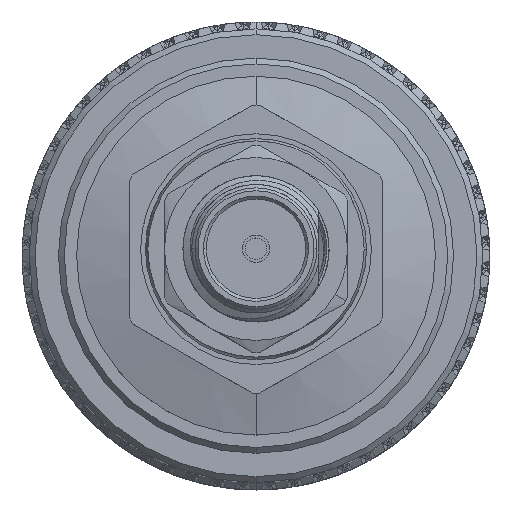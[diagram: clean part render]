
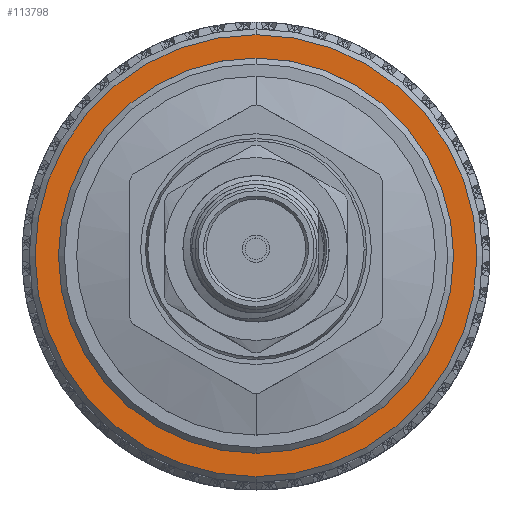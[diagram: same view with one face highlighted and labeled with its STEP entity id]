
A CAD part, top view. The second image highlights one B-rep face of the part: STEP entity #113798.
In plain terms, the highlighted face is planar.
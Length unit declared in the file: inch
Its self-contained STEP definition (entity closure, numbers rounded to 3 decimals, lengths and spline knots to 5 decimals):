
#1710 = CIRCLE ( 'NONE', #85734, 0.37809 ) ;
#3925 = AXIS2_PLACEMENT_3D ( 'NONE', #103210, #94049, #93659 ) ;
#7339 = DIRECTION ( 'NONE',  ( 1., 0., 0. ) ) ;
#15305 = DIRECTION ( 'NONE',  ( 0., 1., 0. ) ) ;
#17573 = EDGE_CURVE ( 'NONE', #30465, #78006, #93235, .T. ) ;
#23963 = AXIS2_PLACEMENT_3D ( 'NONE', #103626, #29729, #49584 ) ;
#29729 = DIRECTION ( 'NONE',  ( 1., 0., 0. ) ) ;
#30465 = VERTEX_POINT ( 'NONE', #75043 ) ;
#31362 = ORIENTED_EDGE ( 'NONE', *, *, #17573, .F. ) ;
#39543 = CARTESIAN_POINT ( 'NONE',  ( 0.64383, 0.37809, 0. ) ) ;
#41662 = CIRCLE ( 'NONE', #54756, 0.33809 ) ;
#45659 = VERTEX_POINT ( 'NONE', #39543 ) ;
#46462 = EDGE_CURVE ( 'NONE', #45659, #63382, #104872, .T. ) ;
#48617 = ORIENTED_EDGE ( 'NONE', *, *, #46462, .T. ) ;
#49584 = DIRECTION ( 'NONE',  ( 0., 1., 0. ) ) ;
#53218 = DIRECTION ( 'NONE',  ( 1., 0., 0. ) ) ;
#54756 = AXIS2_PLACEMENT_3D ( 'NONE', #116052, #53218, #90518 ) ;
#57632 = ORIENTED_EDGE ( 'NONE', *, *, #94829, .T. ) ;
#62521 = EDGE_CURVE ( 'NONE', #78006, #30465, #41662, .T. ) ;
#63382 = VERTEX_POINT ( 'NONE', #91402 ) ;
#70346 = AXIS2_PLACEMENT_3D ( 'NONE', #115856, #7339, #15305 ) ;
#75043 = CARTESIAN_POINT ( 'NONE',  ( 0.64383, -0.33809, 0. ) ) ;
#78006 = VERTEX_POINT ( 'NONE', #102804 ) ;
#80101 = DIRECTION ( 'NONE',  ( 1., 0., 0. ) ) ;
#81591 = FACE_BOUND ( 'NONE', #106807, .T. ) ;
#85734 = AXIS2_PLACEMENT_3D ( 'NONE', #96868, #80101, #90032 ) ;
#87684 = EDGE_LOOP ( 'NONE', ( #57632, #48617 ) ) ;
#89678 = ORIENTED_EDGE ( 'NONE', *, *, #62521, .F. ) ;
#90032 = DIRECTION ( 'NONE',  ( 0., 1., 0. ) ) ;
#90518 = DIRECTION ( 'NONE',  ( 0., 1., 0. ) ) ;
#91402 = CARTESIAN_POINT ( 'NONE',  ( 0.64383, -0.37809, 0. ) ) ;
#93235 = CIRCLE ( 'NONE', #3925, 0.33809 ) ;
#93659 = DIRECTION ( 'NONE',  ( 0., 1., 0. ) ) ;
#94049 = DIRECTION ( 'NONE',  ( 1., 0., 0. ) ) ;
#94829 = EDGE_CURVE ( 'NONE', #63382, #45659, #1710, .T. ) ;
#96868 = CARTESIAN_POINT ( 'NONE',  ( 0.64383, 0., 0. ) ) ;
#97125 = PLANE ( 'NONE',  #70346 ) ;
#102804 = CARTESIAN_POINT ( 'NONE',  ( 0.64383, 0.33809, 0. ) ) ;
#103210 = CARTESIAN_POINT ( 'NONE',  ( 0.64383, 0., 0. ) ) ;
#103626 = CARTESIAN_POINT ( 'NONE',  ( 0.64383, 0., 0. ) ) ;
#104872 = CIRCLE ( 'NONE', #23963, 0.37809 ) ;
#106807 = EDGE_LOOP ( 'NONE', ( #89678, #31362 ) ) ;
#113798 = ADVANCED_FACE ( 'NONE', ( #117258, #81591 ), #97125, .T. ) ;
#115856 = CARTESIAN_POINT ( 'NONE',  ( 0.64383, 0.38809, 0. ) ) ;
#116052 = CARTESIAN_POINT ( 'NONE',  ( 0.64383, 0., 0. ) ) ;
#117258 = FACE_OUTER_BOUND ( 'NONE', #87684, .T. ) ;
